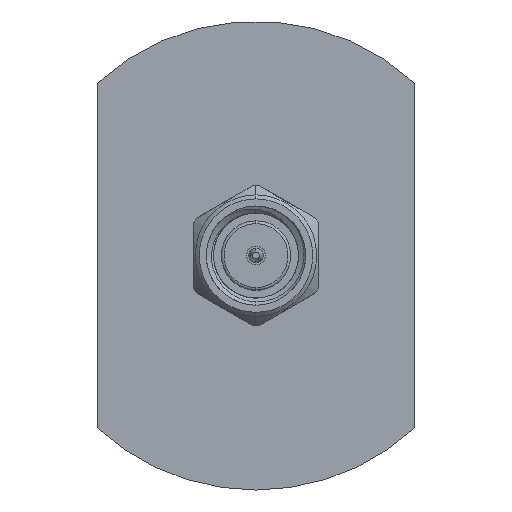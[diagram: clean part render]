
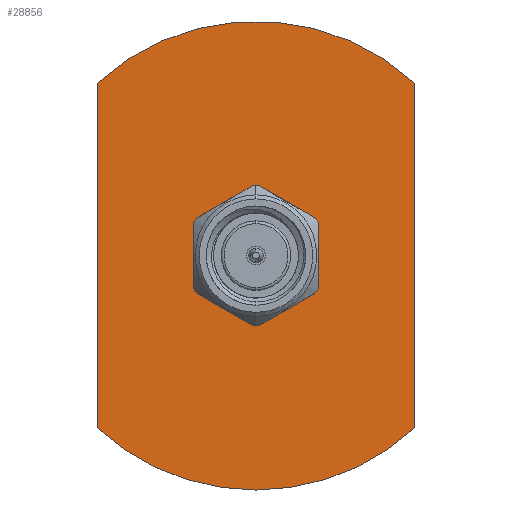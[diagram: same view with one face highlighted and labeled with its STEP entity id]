
A CAD part, left-side view. The second image highlights one B-rep face of the part: STEP entity #28856.
In plain terms, the highlighted planar face has unit normal (-1, 0, 0).
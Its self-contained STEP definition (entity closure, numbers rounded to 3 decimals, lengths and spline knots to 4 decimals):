
#509 = FACE_OUTER_BOUND ( 'NONE', #59198, .T. ) ;
#1437 = EDGE_CURVE ( 'NONE', #24587, #2436, #62513, .T. ) ;
#2186 = FACE_BOUND ( 'NONE', #38585, .T. ) ;
#2436 = VERTEX_POINT ( 'NONE', #13295 ) ;
#4460 = DIRECTION ( 'NONE',  ( 1., 0., 0. ) ) ;
#4669 = EDGE_CURVE ( 'NONE', #63057, #17240, #60680, .T. ) ;
#4717 = CARTESIAN_POINT ( 'NONE',  ( -1.93, 0., 0. ) ) ;
#6477 = DIRECTION ( 'NONE',  ( 0., 0., -1. ) ) ;
#7604 = CARTESIAN_POINT ( 'NONE',  ( -1.93, 0.4, 0.59 ) ) ;
#7986 = ORIENTED_EDGE ( 'NONE', *, *, #29515, .F. ) ;
#10349 = CIRCLE ( 'NONE', #19538, 0.59 ) ;
#11343 = ORIENTED_EDGE ( 'NONE', *, *, #59139, .F. ) ;
#11380 = EDGE_CURVE ( 'NONE', #58026, #63057, #10349, .T. ) ;
#12628 = CIRCLE ( 'NONE', #36545, 0.135 ) ;
#12921 = DIRECTION ( 'NONE',  ( 0., 0., 1. ) ) ;
#13077 = DIRECTION ( 'NONE',  ( 0., 0., -1. ) ) ;
#13295 = CARTESIAN_POINT ( 'NONE',  ( -1.93, 0., -0.135 ) ) ;
#16932 = AXIS2_PLACEMENT_3D ( 'NONE', #36175, #4460, #62705 ) ;
#17240 = VERTEX_POINT ( 'NONE', #53860 ) ;
#17655 = DIRECTION ( 'NONE',  ( 0., 0., -1. ) ) ;
#19538 = AXIS2_PLACEMENT_3D ( 'NONE', #59963, #44756, #13077 ) ;
#19721 = AXIS2_PLACEMENT_3D ( 'NONE', #64998, #44227, #42503 ) ;
#22847 = LINE ( 'NONE', #7604, #23707 ) ;
#23236 = DIRECTION ( 'NONE',  ( 1., 0., 0. ) ) ;
#23707 = VECTOR ( 'NONE', #12921, 39.3701 ) ;
#24181 = CIRCLE ( 'NONE', #38071, 0.59 ) ;
#24492 = EDGE_CURVE ( 'NONE', #58026, #60399, #68655, .T. ) ;
#24587 = VERTEX_POINT ( 'NONE', #32703 ) ;
#25313 = CARTESIAN_POINT ( 'NONE',  ( -1.93, 0.4, 0.4337 ) ) ;
#26298 = AXIS2_PLACEMENT_3D ( 'NONE', #4717, #52316, #62956 ) ;
#27137 = ORIENTED_EDGE ( 'NONE', *, *, #37655, .F. ) ;
#27323 = DIRECTION ( 'NONE',  ( -1., 0., 0. ) ) ;
#27861 = DIRECTION ( 'NONE',  ( 0., 0., 1. ) ) ;
#28856 = ADVANCED_FACE ( 'NONE', ( #2186, #509 ), #41512, .F. ) ;
#29515 = EDGE_CURVE ( 'NONE', #17240, #68653, #22847, .T. ) ;
#32703 = CARTESIAN_POINT ( 'NONE',  ( -1.93, 0., 0.135 ) ) ;
#36073 = ORIENTED_EDGE ( 'NONE', *, *, #24492, .T. ) ;
#36175 = CARTESIAN_POINT ( 'NONE',  ( -1.93, 0.4, 0.59 ) ) ;
#36545 = AXIS2_PLACEMENT_3D ( 'NONE', #37944, #27323, #6477 ) ;
#37655 = EDGE_CURVE ( 'NONE', #2436, #24587, #12628, .T. ) ;
#37944 = CARTESIAN_POINT ( 'NONE',  ( -1.93, 0., 0. ) ) ;
#38071 = AXIS2_PLACEMENT_3D ( 'NONE', #55043, #23236, #17655 ) ;
#38585 = EDGE_LOOP ( 'NONE', ( #27137, #55966 ) ) ;
#41243 = ORIENTED_EDGE ( 'NONE', *, *, #11380, .F. ) ;
#41442 = VECTOR ( 'NONE', #27861, 39.3701 ) ;
#41512 = PLANE ( 'NONE',  #16932 ) ;
#42503 = DIRECTION ( 'NONE',  ( 0., 0., -1. ) ) ;
#44227 = DIRECTION ( 'NONE',  ( 1., 0., 0. ) ) ;
#44756 = DIRECTION ( 'NONE',  ( 1., 0., 0. ) ) ;
#52316 = DIRECTION ( 'NONE',  ( -1., 0., 0. ) ) ;
#53342 = CARTESIAN_POINT ( 'NONE',  ( -1.93, -0.4, 0.4337 ) ) ;
#53860 = CARTESIAN_POINT ( 'NONE',  ( -1.93, 0.4, -0.4337 ) ) ;
#55043 = CARTESIAN_POINT ( 'NONE',  ( -1.93, 0., 0. ) ) ;
#55966 = ORIENTED_EDGE ( 'NONE', *, *, #1437, .F. ) ;
#58026 = VERTEX_POINT ( 'NONE', #67125 ) ;
#59139 = EDGE_CURVE ( 'NONE', #68653, #60399, #24181, .T. ) ;
#59198 = EDGE_LOOP ( 'NONE', ( #11343, #7986, #66783, #41243, #36073 ) ) ;
#59963 = CARTESIAN_POINT ( 'NONE',  ( -1.93, 0., 0. ) ) ;
#60399 = VERTEX_POINT ( 'NONE', #53342 ) ;
#60680 = CIRCLE ( 'NONE', #19721, 0.59 ) ;
#62513 = CIRCLE ( 'NONE', #26298, 0.135 ) ;
#62705 = DIRECTION ( 'NONE',  ( 0., 0., -1. ) ) ;
#62956 = DIRECTION ( 'NONE',  ( 0., 0., -1. ) ) ;
#63057 = VERTEX_POINT ( 'NONE', #65296 ) ;
#63886 = CARTESIAN_POINT ( 'NONE',  ( -1.93, -0.4, 0.59 ) ) ;
#64998 = CARTESIAN_POINT ( 'NONE',  ( -1.93, 0., 0. ) ) ;
#65296 = CARTESIAN_POINT ( 'NONE',  ( -1.93, 0., -0.59 ) ) ;
#66783 = ORIENTED_EDGE ( 'NONE', *, *, #4669, .F. ) ;
#67125 = CARTESIAN_POINT ( 'NONE',  ( -1.93, -0.4, -0.4337 ) ) ;
#68653 = VERTEX_POINT ( 'NONE', #25313 ) ;
#68655 = LINE ( 'NONE', #63886, #41442 ) ;
